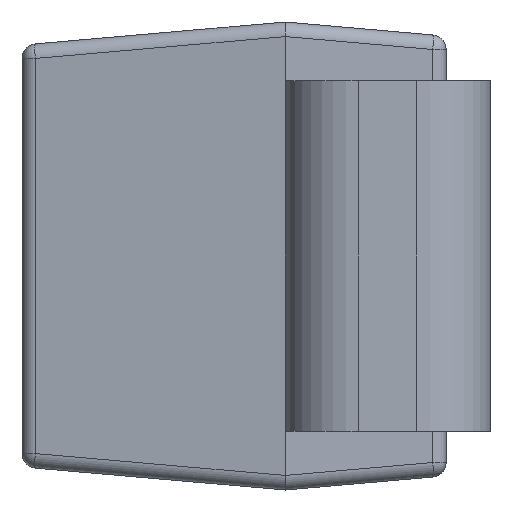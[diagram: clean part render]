
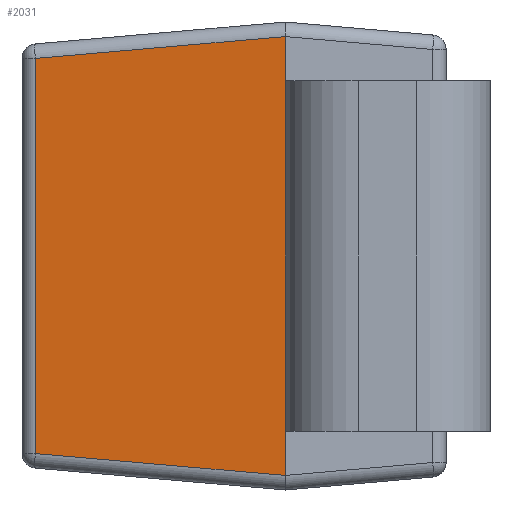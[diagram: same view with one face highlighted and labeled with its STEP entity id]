
A CAD part, left-side view. The second image highlights one B-rep face of the part: STEP entity #2031.
In plain terms, the highlighted planar face has unit normal (-0.996, 0.087, 0).
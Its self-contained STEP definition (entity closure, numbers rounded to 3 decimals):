
#40 = CARTESIAN_POINT ( 'NONE',  ( -1.6, 0.7, -0.8 ) ) ;
#329 = VECTOR ( 'NONE', #1237, 1000. ) ;
#409 = VECTOR ( 'NONE', #1035, 1000. ) ;
#426 = LINE ( 'NONE', #40, #1450 ) ;
#526 = ORIENTED_EDGE ( 'NONE', *, *, #794, .T. ) ;
#606 = LINE ( 'NONE', #1808, #409 ) ;
#622 = EDGE_LOOP ( 'NONE', ( #526, #1206, #1218, #1228 ) ) ;
#666 = CARTESIAN_POINT ( 'NONE',  ( -1.588, 0.834, 0.739 ) ) ;
#685 = DIRECTION ( 'NONE',  ( -0.087, -0.996, 0. ) ) ;
#791 = DIRECTION ( 'NONE',  ( -0.996, 0.087, 0. ) ) ;
#794 = EDGE_CURVE ( 'NONE', #2010, #2197, #606, .T. ) ;
#798 = CARTESIAN_POINT ( 'NONE',  ( -1.6, 0.7, -0.8 ) ) ;
#848 = PLANE ( 'NONE',  #1608 ) ;
#849 = EDGE_CURVE ( 'NONE', #2197, #1928, #1431, .T. ) ;
#901 = EDGE_CURVE ( 'NONE', #2315, #2010, #1883, .T. ) ;
#977 = CARTESIAN_POINT ( 'NONE',  ( -1.6, 0.7, 0.75 ) ) ;
#1035 = DIRECTION ( 'NONE',  ( 0., 0., -1. ) ) ;
#1127 = CARTESIAN_POINT ( 'NONE',  ( -1.525, 1.554, -0.675 ) ) ;
#1206 = ORIENTED_EDGE ( 'NONE', *, *, #849, .T. ) ;
#1213 = DIRECTION ( 'NONE',  ( 0., 0., 1. ) ) ;
#1218 = ORIENTED_EDGE ( 'NONE', *, *, #2419, .T. ) ;
#1228 = ORIENTED_EDGE ( 'NONE', *, *, #901, .T. ) ;
#1237 = DIRECTION ( 'NONE',  ( 0.087, 0.992, -0.087 ) ) ;
#1257 = CARTESIAN_POINT ( 'NONE',  ( -1.525, 1.554, 0.675 ) ) ;
#1431 = LINE ( 'NONE', #1633, #1661 ) ;
#1450 = VECTOR ( 'NONE', #1213, 1000. ) ;
#1608 = AXIS2_PLACEMENT_3D ( 'NONE', #798, #791, #685 ) ;
#1609 = DIRECTION ( 'NONE',  ( -0.087, -0.992, -0.087 ) ) ;
#1633 = CARTESIAN_POINT ( 'NONE',  ( -1.6, 0.696, -0.751 ) ) ;
#1661 = VECTOR ( 'NONE', #1609, 1000. ) ;
#1808 = CARTESIAN_POINT ( 'NONE',  ( -1.525, 1.554, -0.721 ) ) ;
#1883 = LINE ( 'NONE', #666, #329 ) ;
#1928 = VERTEX_POINT ( 'NONE', #2174 ) ;
#2010 = VERTEX_POINT ( 'NONE', #1257 ) ;
#2031 = ADVANCED_FACE ( 'NONE', ( #2370 ), #848, .T. ) ;
#2174 = CARTESIAN_POINT ( 'NONE',  ( -1.6, 0.7, -0.75 ) ) ;
#2197 = VERTEX_POINT ( 'NONE', #1127 ) ;
#2315 = VERTEX_POINT ( 'NONE', #977 ) ;
#2370 = FACE_OUTER_BOUND ( 'NONE', #622, .T. ) ;
#2419 = EDGE_CURVE ( 'NONE', #1928, #2315, #426, .T. ) ;
